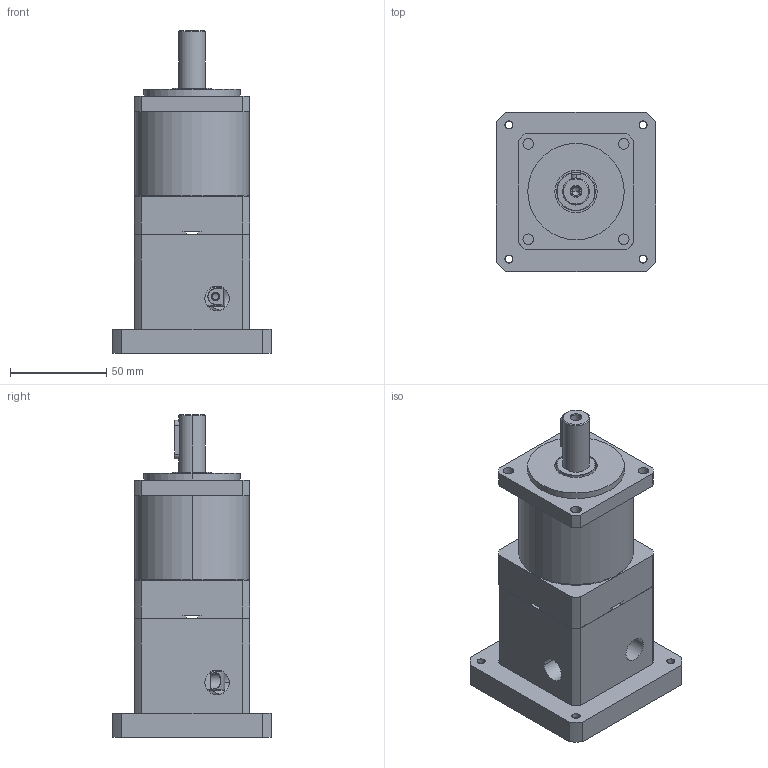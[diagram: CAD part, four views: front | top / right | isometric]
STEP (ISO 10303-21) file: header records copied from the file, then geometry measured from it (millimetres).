
FILE_DESCRIPTION(/* description */ ('Alibre Inc.'),/* implementation_level */ '2;1');
FILE_NAME(/* name */ 'export-85F7E029-EEEB-4A62-B376-EC37DF8F39D4',/* time_stamp */ '2024-08-12T14:43:48+02:00',/* author */ (''),/* organization */ (''),/* preprocessor_version */ 'ST-DEVELOPER v17',/* originating_system */ 'Alibre',/* authorisation */ '');
FILE_SCHEMA (('AUTOMOTIVE_DESIGN'));
Length unit declared in the file: millimetre
Products named in the file (8): GNP60-20-14-73.025-98.43-M5¥X¤O¶bO14¤J¤O²`«
×46.5mm¶b¶Z¥[ªø(20240105)
Bounding box: 82.5 x 82.5 x 167.5 mm (x, y, z)
Volume: 298574.8 mm3; surface area: 99959.8 mm2
Topology: 7 solids, 7 shells, 569 faces, 1417 edges, 881 vertices
Faces by surface type: cylinder 264, plane 159, cone 104, bspline 28, torus 14
Entity records: 19243 total; most frequent: CARTESIAN_POINT 5408, DIRECTION 2859, ORIENTED_EDGE 2794, EDGE_CURVE 1397, AXIS2_PLACEMENT_3D 1229, VERTEX_POINT 881, EDGE_LOOP 688, FACE_BOUND 688
